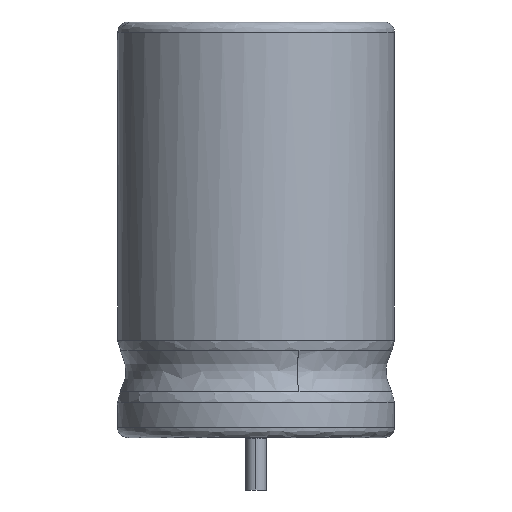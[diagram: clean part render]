
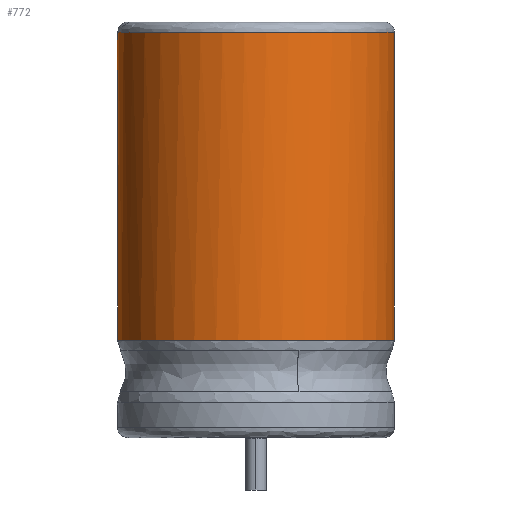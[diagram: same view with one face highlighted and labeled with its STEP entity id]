
A CAD part, left-side view. The second image highlights one B-rep face of the part: STEP entity #772.
In plain terms, the highlighted free-form (B-spline) face has degree [2, 1] with [9, 2] control points.
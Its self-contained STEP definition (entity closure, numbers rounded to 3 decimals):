
#772=ADVANCED_FACE('',(#841),#2212,.T.);
#841=FACE_OUTER_BOUND('',#912,.T.);
#912=EDGE_LOOP('',(#1201,#1202,#1203,#1204));
#1201=ORIENTED_EDGE('',*,*,#1511,.T.);
#1202=ORIENTED_EDGE('',*,*,#1512,.T.);
#1203=ORIENTED_EDGE('',*,*,#1513,.T.);
#1204=ORIENTED_EDGE('',*,*,#1514,.T.);
#1511=EDGE_CURVE('',#2127,#2128,#1698,.T.);
#1512=EDGE_CURVE('',#2128,#2129,#1831,.T.);
#1513=EDGE_CURVE('',#2129,#2130,#1699,.T.);
#1514=EDGE_CURVE('',#2130,#2127,#1832,.T.);
#1698=(
BOUNDED_CURVE()
B_SPLINE_CURVE(2,(#5201,#5202,#5203,#5204,#5205,#5206,#5207,#5208,#5209),
 .UNSPECIFIED.,.F.,.F.)
B_SPLINE_CURVE_WITH_KNOTS((3,2,2,2,3),(0.,5.585,11.17,
16.755,22.34),.UNSPECIFIED.)
CURVE()
GEOMETRIC_REPRESENTATION_ITEM()
RATIONAL_B_SPLINE_CURVE((1.,0.766,1.,0.766,1.,0.766,
1.,0.766,1.))
REPRESENTATION_ITEM('')
);
#1699=(
BOUNDED_CURVE()
B_SPLINE_CURVE(2,(#5212,#5213,#5214,#5215,#5216,#5217,#5218,#5219,#5220),
 .UNSPECIFIED.,.F.,.F.)
B_SPLINE_CURVE_WITH_KNOTS((3,2,2,2,3),(0.,5.585,11.17,
16.755,22.34),.UNSPECIFIED.)
CURVE()
GEOMETRIC_REPRESENTATION_ITEM()
RATIONAL_B_SPLINE_CURVE((1.,0.766,1.,0.766,1.,0.766,
1.,0.766,1.))
REPRESENTATION_ITEM('')
);
#1831=B_SPLINE_CURVE_WITH_KNOTS('',1,(#5210,#5211),.UNSPECIFIED.,.F.,.F.,
(2,2),(0.,8.882),.UNSPECIFIED.);
#1832=B_SPLINE_CURVE_WITH_KNOTS('',1,(#5221,#5222),.UNSPECIFIED.,.F.,.F.,
(2,2),(-8.882,0.),.UNSPECIFIED.);
#2127=VERTEX_POINT('',#5197);
#2128=VERTEX_POINT('',#5198);
#2129=VERTEX_POINT('',#5199);
#2130=VERTEX_POINT('',#5200);
#2212=(
BOUNDED_SURFACE()
B_SPLINE_SURFACE(2,1,((#5179,#5180),(#5181,#5182),(#5183,#5184),(#5185,
#5186),(#5187,#5188),(#5189,#5190),(#5191,#5192),(#5193,#5194),(#5195,#5196)),
 .UNSPECIFIED.,.T.,.F.,.F.)
B_SPLINE_SURFACE_WITH_KNOTS((3,2,2,2,3),(2,2),(0.,1.571,3.142,
4.712,6.283),(0.,10.659),.UNSPECIFIED.)
GEOMETRIC_REPRESENTATION_ITEM()
RATIONAL_B_SPLINE_SURFACE(((1.,1.),(0.707,0.707),
(1.,1.),(0.707,0.707),(1.,1.),(0.707,
0.707),(1.,1.),(0.707,0.707),(1.,1.)))
REPRESENTATION_ITEM('')
SURFACE()
);
#5179=CARTESIAN_POINT('',(3.999,-0.107,2.729));
#5180=CARTESIAN_POINT('',(3.999,-0.107,13.389));
#5181=CARTESIAN_POINT('',(4.106,3.891,2.729));
#5182=CARTESIAN_POINT('',(4.106,3.891,13.389));
#5183=CARTESIAN_POINT('',(0.107,3.999,2.729));
#5184=CARTESIAN_POINT('',(0.107,3.999,13.389));
#5185=CARTESIAN_POINT('',(-3.891,4.106,2.729));
#5186=CARTESIAN_POINT('',(-3.891,4.106,13.389));
#5187=CARTESIAN_POINT('',(-3.999,0.107,2.729));
#5188=CARTESIAN_POINT('',(-3.999,0.107,13.389));
#5189=CARTESIAN_POINT('',(-4.106,-3.891,2.729));
#5190=CARTESIAN_POINT('',(-4.106,-3.891,13.389));
#5191=CARTESIAN_POINT('',(-0.107,-3.999,2.729));
#5192=CARTESIAN_POINT('',(-0.107,-3.999,13.389));
#5193=CARTESIAN_POINT('',(3.891,-4.106,2.729));
#5194=CARTESIAN_POINT('',(3.891,-4.106,13.389));
#5195=CARTESIAN_POINT('',(3.999,-0.107,2.729));
#5196=CARTESIAN_POINT('',(3.999,-0.107,13.389));
#5197=CARTESIAN_POINT('',(3.721,-1.468,12.5));
#5198=CARTESIAN_POINT('',(3.794,1.267,12.5));
#5199=CARTESIAN_POINT('',(3.794,1.267,3.618));
#5200=CARTESIAN_POINT('',(3.721,-1.468,3.618));
#5201=CARTESIAN_POINT('',(3.721,-1.468,12.5));
#5202=CARTESIAN_POINT('',(2.488,-4.591,12.5));
#5203=CARTESIAN_POINT('',(-0.8,-3.919,12.5));
#5204=CARTESIAN_POINT('',(-4.089,-3.248,12.5));
#5205=CARTESIAN_POINT('',(-3.999,0.107,12.5));
#5206=CARTESIAN_POINT('',(-3.908,3.463,12.5));
#5207=CARTESIAN_POINT('',(-0.589,3.956,12.5));
#5208=CARTESIAN_POINT('',(2.731,4.45,12.5));
#5209=CARTESIAN_POINT('',(3.794,1.267,12.5));
#5210=CARTESIAN_POINT('',(3.794,1.267,12.5));
#5211=CARTESIAN_POINT('',(3.794,1.267,3.618));
#5212=CARTESIAN_POINT('',(3.794,1.267,3.618));
#5213=CARTESIAN_POINT('',(2.731,4.45,3.618));
#5214=CARTESIAN_POINT('',(-0.589,3.956,3.618));
#5215=CARTESIAN_POINT('',(-3.908,3.463,3.618));
#5216=CARTESIAN_POINT('',(-3.999,0.107,3.618));
#5217=CARTESIAN_POINT('',(-4.089,-3.248,3.618));
#5218=CARTESIAN_POINT('',(-0.8,-3.919,3.618));
#5219=CARTESIAN_POINT('',(2.488,-4.591,3.618));
#5220=CARTESIAN_POINT('',(3.721,-1.468,3.618));
#5221=CARTESIAN_POINT('',(3.721,-1.468,3.618));
#5222=CARTESIAN_POINT('',(3.721,-1.468,12.5));
